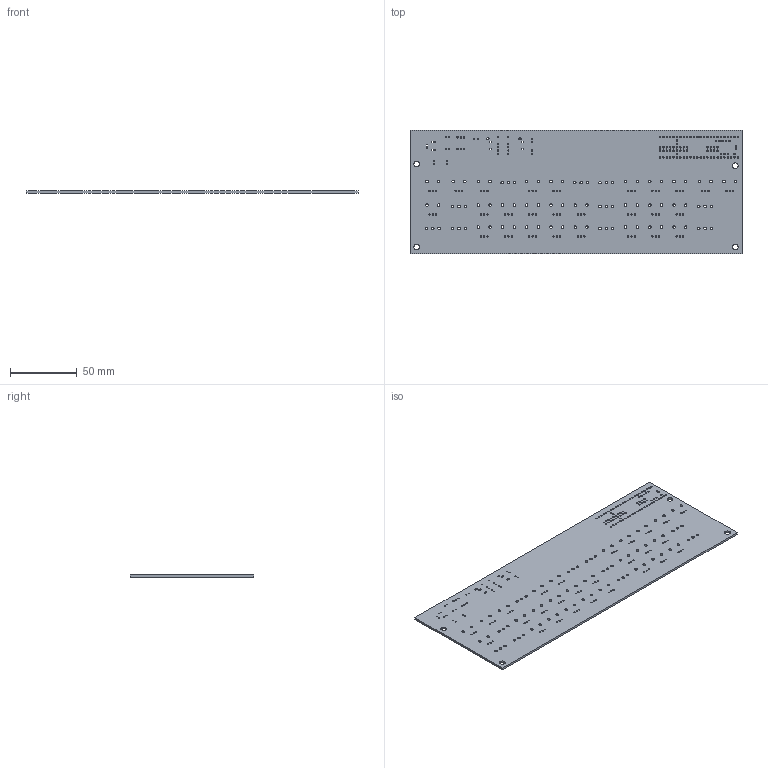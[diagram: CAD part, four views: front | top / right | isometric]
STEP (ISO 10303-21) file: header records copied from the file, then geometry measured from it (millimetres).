
FILE_DESCRIPTION(('KiCad electronic assembly'),'2;1');
FILE_NAME('teensymoog.step','2022-12-23T16:07:47',('Pcbnew'),('Kicad'), 'Open CASCADE STEP processor 7.6','KiCad to STEP converter','Unknown' );
FILE_SCHEMA(('AUTOMOTIVE_DESIGN { 1 0 10303 214 1 1 1 1 }'));
Length unit declared in the file: millimetre
Products named in the file (2): teensymoog 1; teensymoog PCB
Assembly tree (1 placements, depth 2):
  teensymoog 1
    teensymoog PCB
Bounding box: 248.92 x 92.71 x 1.6 mm (x, y, z)
Volume: 36140.8 mm3; surface area: 48282.1 mm2
Topology: 1 solids, 1 shells, 491 faces, 1467 edges, 978 vertices
Faces by surface type: cylinder 359, plane 132
Full cylindrical faces by diameter (mm): 0.8 x24, 1 x81, 1.1 x94, 1.85 x30, 4.3 x4
Entity records: 39335 total; most frequent: CARTESIAN_POINT 10180, DIRECTION 5387, LINE 2965, VECTOR 2965, ORIENTED_EDGE 2934, PCURVE 2934, DEFINITIONAL_REPRESENTATION 2934, EDGE_CURVE 1467
